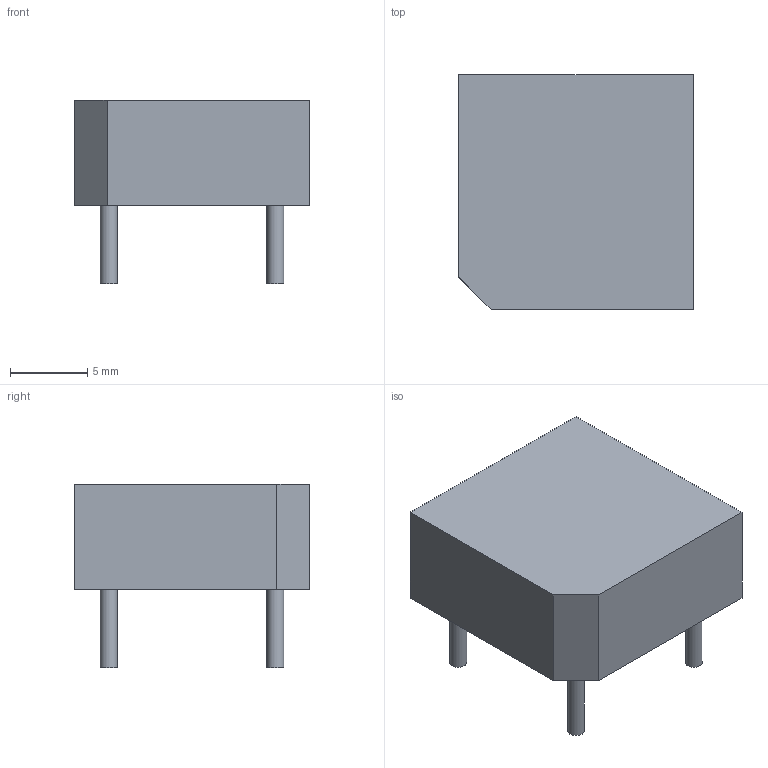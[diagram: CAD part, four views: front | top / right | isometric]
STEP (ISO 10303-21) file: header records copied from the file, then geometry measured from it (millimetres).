
FILE_DESCRIPTION(('FreeCAD Model'),'2;1');
FILE_NAME('841244.1.1.stp','2020-04-09T13:05:30',( 'Author'),(''),'Open CASCADE STEP processor 6.9','FreeCAD','Unknown' );
FILE_SCHEMA(('AUTOMOTIVE_DESIGN { 1 0 10303 214 1 1 1 1 }'));
Length unit declared in the file: millimetre
Products named in the file (3): ASSEMBLY; Body; Leads
Assembly tree (5 placements, depth 2):
  ASSEMBLY
    Body
    Leads  x4
Bounding box: 15.2 x 15.2 x 11.9 mm (x, y, z)
Volume: 1633.6 mm3; surface area: 1175.1 mm2
Topology: 17 solids, 17 shells, 55 faces, 63 edges, 42 vertices
Faces by surface type: plane 39, cylinder 16
Full cylindrical faces by diameter (mm): 1.1 x16
Entity records: 871 total; most frequent: DIRECTION 139, CARTESIAN_POINT 124, LINE 65, VECTOR 65, ORIENTED_EDGE 54, PCURVE 54, DEFINITIONAL_REPRESENTATION 54, AXIS2_PLACEMENT_3D 33
